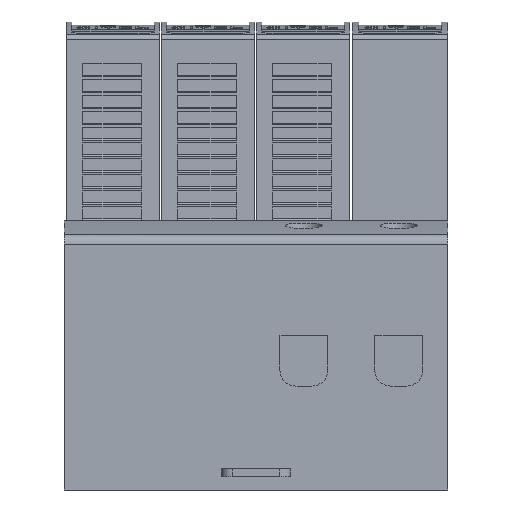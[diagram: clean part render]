
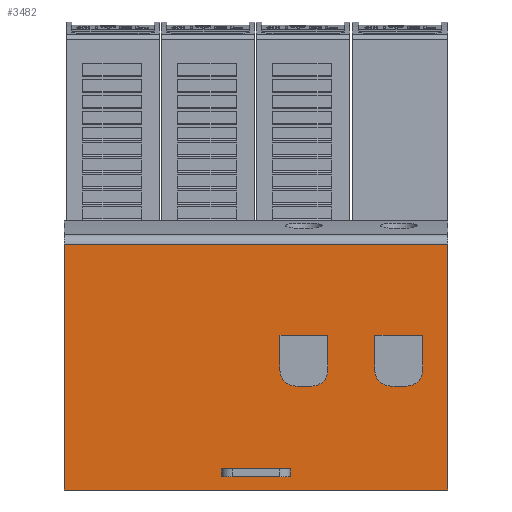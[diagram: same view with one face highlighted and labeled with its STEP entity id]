
A CAD part, front view. The second image highlights one B-rep face of the part: STEP entity #3482.
In plain terms, the highlighted planar face has unit normal (0, -1, 0).
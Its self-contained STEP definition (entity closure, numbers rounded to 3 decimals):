
#3482=ADVANCED_FACE('',(#7071,#7072,#7073,#7074),#7075,.T.);
#7071=FACE_BOUND('',#10667,.T.);
#7072=FACE_BOUND('',#10668,.T.);
#7073=FACE_BOUND('',#10669,.T.);
#7074=FACE_OUTER_BOUND('',#10670,.T.);
#7075=PLANE('',#10671);
#10667=EDGE_LOOP('',(#21428,#21429,#21430,#21431));
#10668=EDGE_LOOP('',(#21432,#21433,#21434,#21435,#21436,#21437));
#10669=EDGE_LOOP('',(#21438,#21439,#21440,#21441,#21442,#21443));
#10670=EDGE_LOOP('',(#21444,#21445,#21446,#21447));
#10671=AXIS2_PLACEMENT_3D('',#21448,#21449,#21450);
#21428=ORIENTED_EDGE('',*,*,#22197,.T.);
#21429=ORIENTED_EDGE('',*,*,#22182,.T.);
#21430=ORIENTED_EDGE('',*,*,#22232,.T.);
#21431=ORIENTED_EDGE('',*,*,#22237,.T.);
#21432=ORIENTED_EDGE('',*,*,#22283,.T.);
#21433=ORIENTED_EDGE('',*,*,#22287,.T.);
#21434=ORIENTED_EDGE('',*,*,#22291,.T.);
#21435=ORIENTED_EDGE('',*,*,#22270,.T.);
#21436=ORIENTED_EDGE('',*,*,#22275,.T.);
#21437=ORIENTED_EDGE('',*,*,#22279,.T.);
#21438=ORIENTED_EDGE('',*,*,#22308,.T.);
#21439=ORIENTED_EDGE('',*,*,#22312,.T.);
#21440=ORIENTED_EDGE('',*,*,#22316,.T.);
#21441=ORIENTED_EDGE('',*,*,#22295,.T.);
#21442=ORIENTED_EDGE('',*,*,#22300,.T.);
#21443=ORIENTED_EDGE('',*,*,#22304,.T.);
#21444=ORIENTED_EDGE('',*,*,#25894,.T.);
#21445=ORIENTED_EDGE('',*,*,#25897,.T.);
#21446=ORIENTED_EDGE('',*,*,#25898,.F.);
#21447=ORIENTED_EDGE('',*,*,#25899,.T.);
#21448=CARTESIAN_POINT('',(-36.0,0.0,23.014));
#21449=DIRECTION('',(0.0,-1.0,0.0));
#21450=DIRECTION('',(0.,0.0,-1.0));
#22182=EDGE_CURVE('',#26932,#26933,#26934,.T.);
#22197=EDGE_CURVE('',#26961,#26932,#26962,.T.);
#22232=EDGE_CURVE('',#26933,#27009,#27010,.T.);
#22237=EDGE_CURVE('',#27009,#26961,#27015,.T.);
#22270=EDGE_CURVE('',#27064,#27065,#27066,.T.);
#22275=EDGE_CURVE('',#27065,#27073,#27074,.T.);
#22279=EDGE_CURVE('',#27073,#27079,#27080,.T.);
#22283=EDGE_CURVE('',#27079,#27085,#27086,.T.);
#22287=EDGE_CURVE('',#27085,#27091,#27092,.T.);
#22291=EDGE_CURVE('',#27091,#27064,#27097,.T.);
#22295=EDGE_CURVE('',#27101,#27102,#27103,.T.);
#22300=EDGE_CURVE('',#27102,#27110,#27111,.T.);
#22304=EDGE_CURVE('',#27110,#27116,#27117,.T.);
#22308=EDGE_CURVE('',#27116,#27122,#27123,.T.);
#22312=EDGE_CURVE('',#27122,#27128,#27129,.T.);
#22316=EDGE_CURVE('',#27128,#27101,#27134,.T.);
#25894=EDGE_CURVE('',#32263,#32261,#32264,.T.);
#25897=EDGE_CURVE('',#32261,#32267,#32268,.T.);
#25898=EDGE_CURVE('',#32269,#32267,#32270,.T.);
#25899=EDGE_CURVE('',#32269,#32263,#32271,.T.);
#26932=VERTEX_POINT('',#35110);
#26933=VERTEX_POINT('',#35111);
#26934=LINE('',#35112,#35113);
#26961=VERTEX_POINT('',#35147);
#26962=LINE('',#35148,#35149);
#27009=VERTEX_POINT('',#35214);
#27010=LINE('',#35215,#35216);
#27015=LINE('',#35222,#35223);
#27064=VERTEX_POINT('',#35290);
#27065=VERTEX_POINT('',#35291);
#27066=LINE('',#35292,#35293);
#27073=VERTEX_POINT('',#35303);
#27074=LINE('',#35304,#35305);
#27079=VERTEX_POINT('',#35312);
#27080=LINE('',#35313,#35314);
#27085=VERTEX_POINT('',#35321);
#27086=CIRCLE('',#35322,3.);
#27091=VERTEX_POINT('',#35328);
#27092=LINE('',#35329,#35330);
#27097=CIRCLE('',#35337,3.);
#27101=VERTEX_POINT('',#35341);
#27102=VERTEX_POINT('',#35342);
#27103=LINE('',#35343,#35344);
#27110=VERTEX_POINT('',#35354);
#27111=LINE('',#35355,#35356);
#27116=VERTEX_POINT('',#35363);
#27117=LINE('',#35364,#35365);
#27122=VERTEX_POINT('',#35372);
#27123=CIRCLE('',#35373,3.);
#27128=VERTEX_POINT('',#35379);
#27129=LINE('',#35380,#35381);
#27134=CIRCLE('',#35388,3.);
#32261=VERTEX_POINT('',#43840);
#32263=VERTEX_POINT('',#43843);
#32264=LINE('',#43844,#43845);
#32267=VERTEX_POINT('',#43849);
#32268=LINE('',#43850,#43851);
#32269=VERTEX_POINT('',#43852);
#32270=LINE('',#43853,#43854);
#32271=LINE('',#43855,#43856);
#35110=CARTESIAN_POINT('',(6.5,0.0,2.5));
#35111=CARTESIAN_POINT('',(-6.5,0.0,2.5));
#35112=CARTESIAN_POINT('',(-18.0,0.0,2.5));
#35113=VECTOR('',#44771,1.0);
#35147=CARTESIAN_POINT('',(6.5,0.0,4.0));
#35148=CARTESIAN_POINT('',(6.5,0.0,12.757));
#35149=VECTOR('',#44797,1.0);
#35214=CARTESIAN_POINT('',(-6.5,0.0,4.0));
#35215=CARTESIAN_POINT('',(-6.5,0.0,12.757));
#35216=VECTOR('',#44831,1.0);
#35222=CARTESIAN_POINT('',(-18.0,0.0,4.0));
#35223=VECTOR('',#44836,1.0);
#35290=CARTESIAN_POINT('',(4.5,0.0,22.5));
#35291=CARTESIAN_POINT('',(4.5,0.0,28.996));
#35292=CARTESIAN_POINT('',(4.5,0.0,24.381));
#35293=VECTOR('',#44867,1.0);
#35303=CARTESIAN_POINT('',(13.5,0.0,28.996));
#35304=CARTESIAN_POINT('',(-13.5,0.0,28.996));
#35305=VECTOR('',#44871,1.0);
#35312=CARTESIAN_POINT('',(13.5,0.0,22.5));
#35313=CARTESIAN_POINT('',(13.5,0.0,24.381));
#35314=VECTOR('',#44874,1.0);
#35321=CARTESIAN_POINT('',(10.5,0.0,19.5));
#35322=AXIS2_PLACEMENT_3D('',#44877,#44878,#44879);
#35328=CARTESIAN_POINT('',(7.5,0.0,19.5));
#35329=CARTESIAN_POINT('',(-13.5,0.0,19.5));
#35330=VECTOR('',#44884,1.0);
#35337=AXIS2_PLACEMENT_3D('',#44887,#44888,#44889);
#35341=CARTESIAN_POINT('',(22.3,0.0,22.5));
#35342=CARTESIAN_POINT('',(22.3,0.0,28.996));
#35343=CARTESIAN_POINT('',(22.3,0.0,24.381));
#35344=VECTOR('',#44893,1.0);
#35354=CARTESIAN_POINT('',(31.3,0.0,28.996));
#35355=CARTESIAN_POINT('',(-4.6,0.0,28.996));
#35356=VECTOR('',#44897,1.0);
#35363=CARTESIAN_POINT('',(31.3,0.0,22.5));
#35364=CARTESIAN_POINT('',(31.3,0.0,24.381));
#35365=VECTOR('',#44900,1.0);
#35372=CARTESIAN_POINT('',(28.3,0.0,19.5));
#35373=AXIS2_PLACEMENT_3D('',#44903,#44904,#44905);
#35379=CARTESIAN_POINT('',(25.3,0.0,19.5));
#35380=CARTESIAN_POINT('',(-4.6,0.0,19.5));
#35381=VECTOR('',#44910,1.0);
#35388=AXIS2_PLACEMENT_3D('',#44913,#44914,#44915);
#43840=CARTESIAN_POINT('',(36.0,0.0,0.));
#43843=CARTESIAN_POINT('',(-36.0,0.0,0.));
#43844=CARTESIAN_POINT('',(-36.0,0.0,0.));
#43845=VECTOR('',#48319,1.0);
#43849=CARTESIAN_POINT('',(36.0,0.,46.028));
#43850=CARTESIAN_POINT('',(36.0,0.0,46.028));
#43851=VECTOR('',#48321,1.0);
#43852=CARTESIAN_POINT('',(-36.0,0.,46.028));
#43853=CARTESIAN_POINT('',(-36.0,0.,46.028));
#43854=VECTOR('',#48322,1.0);
#43855=CARTESIAN_POINT('',(-36.0,0.0,46.028));
#43856=VECTOR('',#48323,1.0);
#44771=DIRECTION('',(-1.0,-0.0,0.0));
#44797=DIRECTION('',(0.0,0.0,-1.0));
#44831=DIRECTION('',(0.0,0.0,1.0));
#44836=DIRECTION('',(1.0,0.0,0.0));
#44867=DIRECTION('',(0.0,0.0,1.0));
#44871=DIRECTION('',(1.0,0.0,0.0));
#44874=DIRECTION('',(0.0,0.0,-1.0));
#44877=CARTESIAN_POINT('',(10.5,0.0,22.5));
#44878=DIRECTION('',(-0.0,1.0,0.0));
#44879=DIRECTION('',(1.0,0.0,0.0));
#44884=DIRECTION('',(-1.0,-0.0,0.0));
#44887=CARTESIAN_POINT('',(7.5,0.0,22.5));
#44888=DIRECTION('',(-0.0,1.0,0.0));
#44889=DIRECTION('',(1.0,0.0,0.0));
#44893=DIRECTION('',(0.0,0.0,1.0));
#44897=DIRECTION('',(1.0,0.0,0.0));
#44900=DIRECTION('',(0.0,0.0,-1.0));
#44903=CARTESIAN_POINT('',(28.3,0.0,22.5));
#44904=DIRECTION('',(-0.0,1.0,0.0));
#44905=DIRECTION('',(1.0,0.0,0.0));
#44910=DIRECTION('',(-1.0,-0.0,0.0));
#44913=CARTESIAN_POINT('',(25.3,0.0,22.5));
#44914=DIRECTION('',(-0.0,1.0,0.0));
#44915=DIRECTION('',(1.0,0.0,0.0));
#48319=DIRECTION('',(1.0,0.0,0.));
#48321=DIRECTION('',(0.,-0.0,1.0));
#48322=DIRECTION('',(1.0,0.0,0.));
#48323=DIRECTION('',(0.,0.0,-1.0));
